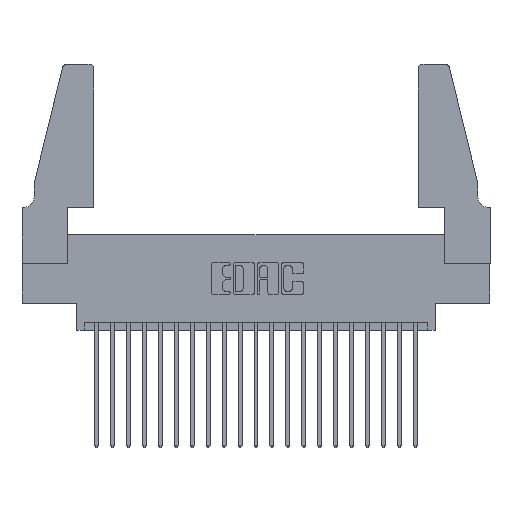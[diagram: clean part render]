
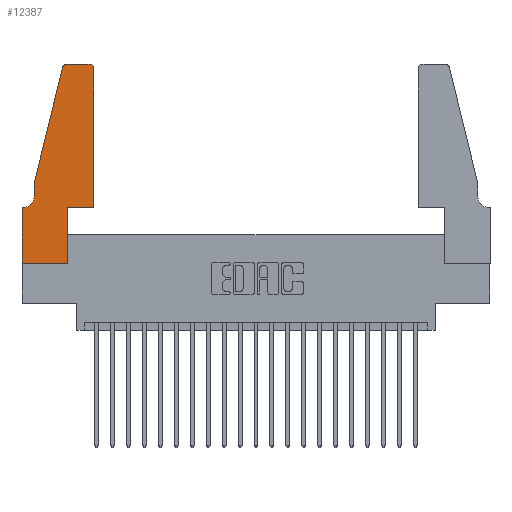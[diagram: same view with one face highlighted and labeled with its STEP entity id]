
A CAD part, top view. The second image highlights one B-rep face of the part: STEP entity #12387.
In plain terms, the highlighted planar face has unit normal (0, 0, 1).
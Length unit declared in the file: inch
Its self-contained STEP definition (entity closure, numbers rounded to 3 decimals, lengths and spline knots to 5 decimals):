
#316 = ORIENTED_EDGE ( 'NONE', *, *, #5123, .T. ) ;
#367 = VECTOR ( 'NONE', #19168, 39.37008 ) ;
#450 = CARTESIAN_POINT ( 'NONE',  ( 0., 0., 0.37 ) ) ;
#547 = CARTESIAN_POINT ( 'NONE',  ( 0.0755, 0.5, 0.37 ) ) ;
#593 = EDGE_LOOP ( 'NONE', ( #616, #2695, #3203, #19532, #11422, #11574, #2415, #8071, #17236, #21137, #12364, #316 ) ) ;
#616 = ORIENTED_EDGE ( 'NONE', *, *, #8583, .T. ) ;
#845 = CARTESIAN_POINT ( 'NONE',  ( 0.284, 1.25, 0.37 ) ) ;
#1216 = DIRECTION ( 'NONE',  ( 0., 0., 1. ) ) ;
#1258 = CARTESIAN_POINT ( 'NONE',  ( 0.2865, 0.35, 0.37 ) ) ;
#2124 = CARTESIAN_POINT ( 'NONE',  ( 0., 0., 0.37 ) ) ;
#2412 = VECTOR ( 'NONE', #11513, 39.37008 ) ;
#2415 = ORIENTED_EDGE ( 'NONE', *, *, #14055, .T. ) ;
#2688 = LINE ( 'NONE', #20538, #9736 ) ;
#2695 = ORIENTED_EDGE ( 'NONE', *, *, #7462, .T. ) ;
#2842 = CARTESIAN_POINT ( 'NONE',  ( 0.4505, 0.35, 0.37 ) ) ;
#2903 = VECTOR ( 'NONE', #9292, 39.37008 ) ;
#2938 = VECTOR ( 'NONE', #11379, 39.37008 ) ;
#2996 = CARTESIAN_POINT ( 'NONE',  ( 0.4205, 1.25, 0.37 ) ) ;
#3025 = EDGE_CURVE ( 'NONE', #6306, #11515, #2688, .T. ) ;
#3180 = LINE ( 'NONE', #1258, #2412 ) ;
#3203 = ORIENTED_EDGE ( 'NONE', *, *, #13095, .T. ) ;
#3525 = AXIS2_PLACEMENT_3D ( 'NONE', #9305, #12860, #7909 ) ;
#3548 = DIRECTION ( 'NONE',  ( 0., 0., 1. ) ) ;
#3659 = AXIS2_PLACEMENT_3D ( 'NONE', #15385, #3548, #3758 ) ;
#3758 = DIRECTION ( 'NONE',  ( 1., 0., 0. ) ) ;
#3919 = LINE ( 'NONE', #2124, #2903 ) ;
#4548 = DIRECTION ( 'NONE',  ( 1., 0., 0. ) ) ;
#4750 = LINE ( 'NONE', #13802, #16516 ) ;
#5020 = VECTOR ( 'NONE', #18243, 39.37008 ) ;
#5123 = EDGE_CURVE ( 'NONE', #11492, #21143, #15237, .T. ) ;
#5195 = DIRECTION ( 'NONE',  ( 0., -1., 0. ) ) ;
#6306 = VERTEX_POINT ( 'NONE', #547 ) ;
#6570 = CARTESIAN_POINT ( 'NONE',  ( 0.0055, 0.35, 0.37 ) ) ;
#7077 = EDGE_CURVE ( 'NONE', #8084, #11492, #16322, .T. ) ;
#7355 = VERTEX_POINT ( 'NONE', #9442 ) ;
#7462 = EDGE_CURVE ( 'NONE', #20865, #15279, #9274, .T. ) ;
#7547 = CARTESIAN_POINT ( 'NONE',  ( 0.2605, 1.25, 0.37 ) ) ;
#7909 = DIRECTION ( 'NONE',  ( -1., 0., 0. ) ) ;
#7947 = DIRECTION ( 'NONE',  ( 0., 1., 0. ) ) ;
#8071 = ORIENTED_EDGE ( 'NONE', *, *, #16884, .T. ) ;
#8084 = VERTEX_POINT ( 'NONE', #19846 ) ;
#8583 = EDGE_CURVE ( 'NONE', #21143, #20865, #12062, .T. ) ;
#9029 = VECTOR ( 'NONE', #7947, 39.37008 ) ;
#9274 = CIRCLE ( 'NONE', #3659, 0.03 ) ;
#9292 = DIRECTION ( 'NONE',  ( 0., -1., 0. ) ) ;
#9305 = CARTESIAN_POINT ( 'NONE',  ( 0.0055, 0.42, 0.37 ) ) ;
#9354 = CARTESIAN_POINT ( 'NONE',  ( 0., 0., 0.37 ) ) ;
#9442 = CARTESIAN_POINT ( 'NONE',  ( 0., 0.35, 0.37 ) ) ;
#9483 = LINE ( 'NONE', #17796, #5020 ) ;
#9610 = PLANE ( 'NONE',  #17303 ) ;
#9696 = EDGE_CURVE ( 'NONE', #19367, #7355, #4750, .T. ) ;
#9736 = VECTOR ( 'NONE', #5195, 39.37008 ) ;
#9984 = DIRECTION ( 'NONE',  ( 0., 0., 1. ) ) ;
#10378 = DIRECTION ( 'NONE',  ( -1., 0., 0. ) ) ;
#10971 = CARTESIAN_POINT ( 'NONE',  ( 0.25487, 1.22718, 0.37 ) ) ;
#11059 = FACE_OUTER_BOUND ( 'NONE', #593, .T. ) ;
#11379 = DIRECTION ( 'NONE',  ( -1., 0., 0. ) ) ;
#11422 = ORIENTED_EDGE ( 'NONE', *, *, #20069, .T. ) ;
#11492 = VERTEX_POINT ( 'NONE', #20889 ) ;
#11513 = DIRECTION ( 'NONE',  ( 0., 1., 0. ) ) ;
#11515 = VERTEX_POINT ( 'NONE', #19269 ) ;
#11574 = ORIENTED_EDGE ( 'NONE', *, *, #9696, .T. ) ;
#12062 = LINE ( 'NONE', #7547, #2938 ) ;
#12357 = CARTESIAN_POINT ( 'NONE',  ( 0.4505, 0.35, 0.37 ) ) ;
#12364 = ORIENTED_EDGE ( 'NONE', *, *, #7077, .T. ) ;
#12387 = ADVANCED_FACE ( 'NONE', ( #11059 ), #9610, .T. ) ;
#12688 = EDGE_CURVE ( 'NONE', #18845, #8084, #19681, .T. ) ;
#12860 = DIRECTION ( 'NONE',  ( 0., 0., -1. ) ) ;
#13095 = EDGE_CURVE ( 'NONE', #15279, #6306, #9483, .T. ) ;
#13802 = CARTESIAN_POINT ( 'NONE',  ( 0.0755, 0.35, 0.37 ) ) ;
#14055 = EDGE_CURVE ( 'NONE', #7355, #19807, #3919, .T. ) ;
#14505 = LINE ( 'NONE', #450, #367 ) ;
#15212 = VECTOR ( 'NONE', #15656, 39.37008 ) ;
#15237 = CIRCLE ( 'NONE', #17810, 0.03 ) ;
#15279 = VERTEX_POINT ( 'NONE', #10971 ) ;
#15385 = CARTESIAN_POINT ( 'NONE',  ( 0.284, 1.22, 0.37 ) ) ;
#15656 = DIRECTION ( 'NONE',  ( 1., 0., 0. ) ) ;
#15800 = VERTEX_POINT ( 'NONE', #18170 ) ;
#16040 = CIRCLE ( 'NONE', #3525, 0.07 ) ;
#16322 = LINE ( 'NONE', #2842, #9029 ) ;
#16516 = VECTOR ( 'NONE', #10378, 39.37008 ) ;
#16693 = CARTESIAN_POINT ( 'NONE',  ( 0.4205, 1.22, 0.37 ) ) ;
#16884 = EDGE_CURVE ( 'NONE', #19807, #15800, #14505, .T. ) ;
#17236 = ORIENTED_EDGE ( 'NONE', *, *, #21157, .T. ) ;
#17303 = AXIS2_PLACEMENT_3D ( 'NONE', #21285, #1216, #4548 ) ;
#17552 = CARTESIAN_POINT ( 'NONE',  ( 0.2865, 0.35, 0.37 ) ) ;
#17796 = CARTESIAN_POINT ( 'NONE',  ( 0.0755, 0.5, 0.37 ) ) ;
#17810 = AXIS2_PLACEMENT_3D ( 'NONE', #16693, #9984, #20077 ) ;
#18170 = CARTESIAN_POINT ( 'NONE',  ( 0.2865, 0., 0.37 ) ) ;
#18243 = DIRECTION ( 'NONE',  ( -0.239, -0.971, 0. ) ) ;
#18845 = VERTEX_POINT ( 'NONE', #17552 ) ;
#19168 = DIRECTION ( 'NONE',  ( 1., 0., 0. ) ) ;
#19269 = CARTESIAN_POINT ( 'NONE',  ( 0.0755, 0.42, 0.37 ) ) ;
#19367 = VERTEX_POINT ( 'NONE', #6570 ) ;
#19532 = ORIENTED_EDGE ( 'NONE', *, *, #3025, .T. ) ;
#19681 = LINE ( 'NONE', #12357, #15212 ) ;
#19807 = VERTEX_POINT ( 'NONE', #9354 ) ;
#19846 = CARTESIAN_POINT ( 'NONE',  ( 0.4505, 0.35, 0.37 ) ) ;
#20069 = EDGE_CURVE ( 'NONE', #11515, #19367, #16040, .T. ) ;
#20077 = DIRECTION ( 'NONE',  ( 1., 0., 0. ) ) ;
#20538 = CARTESIAN_POINT ( 'NONE',  ( 0.0755, 0.5, 0.37 ) ) ;
#20865 = VERTEX_POINT ( 'NONE', #845 ) ;
#20889 = CARTESIAN_POINT ( 'NONE',  ( 0.4505, 1.22, 0.37 ) ) ;
#21137 = ORIENTED_EDGE ( 'NONE', *, *, #12688, .T. ) ;
#21143 = VERTEX_POINT ( 'NONE', #2996 ) ;
#21157 = EDGE_CURVE ( 'NONE', #15800, #18845, #3180, .T. ) ;
#21285 = CARTESIAN_POINT ( 'NONE',  ( 0., 0.35, 0.37 ) ) ;
